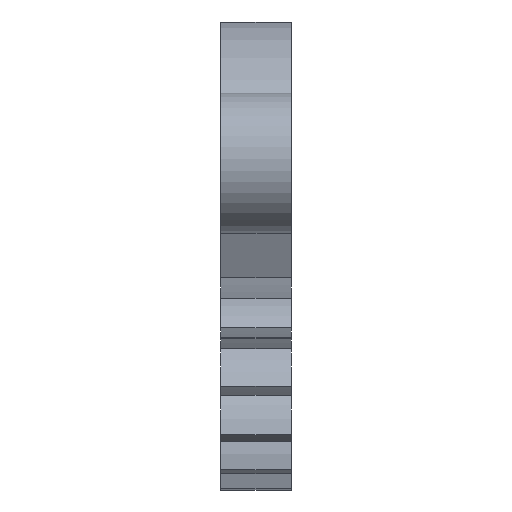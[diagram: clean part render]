
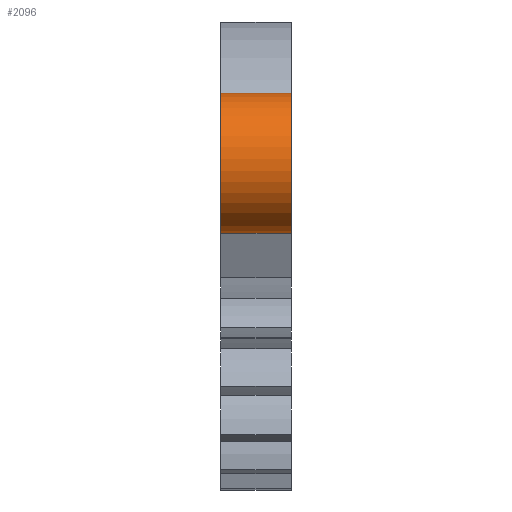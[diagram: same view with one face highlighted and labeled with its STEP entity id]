
A CAD part, left-side view. The second image highlights one B-rep face of the part: STEP entity #2096.
In plain terms, the highlighted cylindrical face has radius 4 mm (diameter 8 mm), a partial arc.
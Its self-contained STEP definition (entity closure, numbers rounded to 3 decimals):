
#29 = VERTEX_POINT ( 'NONE', #2078 ) ;
#85 = DIRECTION ( 'NONE',  ( 0., 0., 1. ) ) ;
#196 = VERTEX_POINT ( 'NONE', #899 ) ;
#314 = EDGE_CURVE ( 'NONE', #196, #1477, #1103, .T. ) ;
#425 = ORIENTED_EDGE ( 'NONE', *, *, #2070, .F. ) ;
#456 = CARTESIAN_POINT ( 'NONE',  ( -40.593, 4., 8.014 ) ) ;
#460 = DIRECTION ( 'NONE',  ( 0., 0., 1. ) ) ;
#494 = VECTOR ( 'NONE', #1987, 1000. ) ;
#584 = ORIENTED_EDGE ( 'NONE', *, *, #1701, .T. ) ;
#613 = CARTESIAN_POINT ( 'NONE',  ( -41.115, 4., 0.048 ) ) ;
#625 = CARTESIAN_POINT ( 'NONE',  ( -40.593, 0., 4.014 ) ) ;
#699 = CIRCLE ( 'NONE', #2080, 4. ) ;
#719 = DIRECTION ( 'NONE',  ( 0., 1., 0. ) ) ;
#761 = DIRECTION ( 'NONE',  ( 0., 1., 0. ) ) ;
#811 = CARTESIAN_POINT ( 'NONE',  ( -40.593, 4., 4.014 ) ) ;
#879 = CYLINDRICAL_SURFACE ( 'NONE', #1878, 4. ) ;
#899 = CARTESIAN_POINT ( 'NONE',  ( -40.593, 0., 8.014 ) ) ;
#940 = CIRCLE ( 'NONE', #1116, 4. ) ;
#983 = DIRECTION ( 'NONE',  ( 0., 1., 0. ) ) ;
#1073 = ORIENTED_EDGE ( 'NONE', *, *, #1598, .F. ) ;
#1103 = LINE ( 'NONE', #1326, #494 ) ;
#1116 = AXIS2_PLACEMENT_3D ( 'NONE', #625, #761, #85 ) ;
#1222 = LINE ( 'NONE', #1746, #2236 ) ;
#1232 = DIRECTION ( 'NONE',  ( 0., 1., 0. ) ) ;
#1326 = CARTESIAN_POINT ( 'NONE',  ( -40.593, 0., 8.014 ) ) ;
#1361 = VERTEX_POINT ( 'NONE', #613 ) ;
#1477 = VERTEX_POINT ( 'NONE', #456 ) ;
#1558 = EDGE_LOOP ( 'NONE', ( #584, #2115, #1073, #425 ) ) ;
#1598 = EDGE_CURVE ( 'NONE', #1361, #1477, #699, .T. ) ;
#1701 = EDGE_CURVE ( 'NONE', #29, #196, #940, .T. ) ;
#1746 = CARTESIAN_POINT ( 'NONE',  ( -41.115, 0., 0.048 ) ) ;
#1878 = AXIS2_PLACEMENT_3D ( 'NONE', #2103, #1232, #1931 ) ;
#1931 = DIRECTION ( 'NONE',  ( 0., 0., 1. ) ) ;
#1961 = FACE_OUTER_BOUND ( 'NONE', #1558, .T. ) ;
#1987 = DIRECTION ( 'NONE',  ( 0., 1., 0. ) ) ;
#2070 = EDGE_CURVE ( 'NONE', #29, #1361, #1222, .T. ) ;
#2078 = CARTESIAN_POINT ( 'NONE',  ( -41.115, 0., 0.048 ) ) ;
#2080 = AXIS2_PLACEMENT_3D ( 'NONE', #811, #983, #460 ) ;
#2096 = ADVANCED_FACE ( 'NONE', ( #1961 ), #879, .T. ) ;
#2103 = CARTESIAN_POINT ( 'NONE',  ( -40.593, 0., 4.014 ) ) ;
#2115 = ORIENTED_EDGE ( 'NONE', *, *, #314, .T. ) ;
#2236 = VECTOR ( 'NONE', #719, 1000. ) ;
